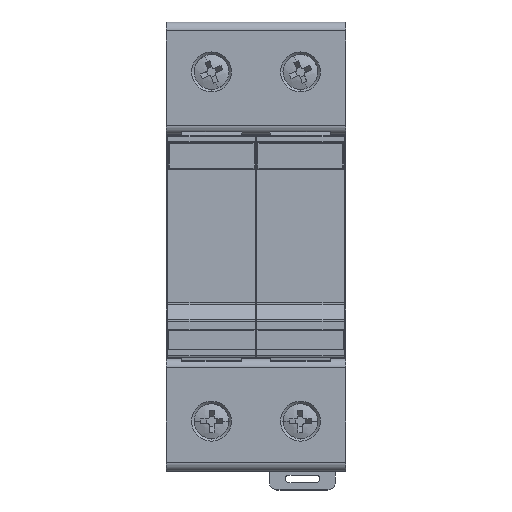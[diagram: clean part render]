
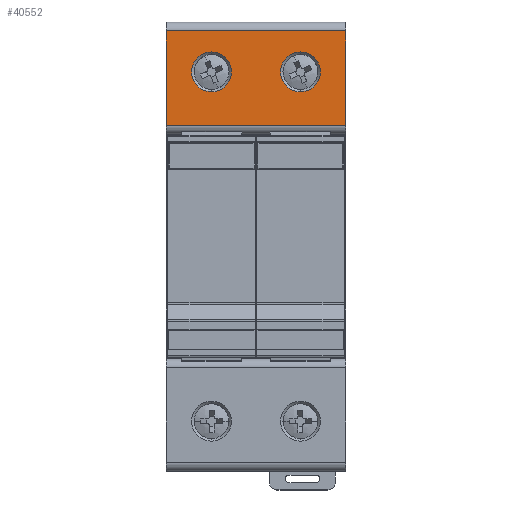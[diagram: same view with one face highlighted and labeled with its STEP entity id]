
A CAD part, top view. The second image highlights one B-rep face of the part: STEP entity #40552.
In plain terms, the highlighted planar face has unit normal (0, 0, 1).
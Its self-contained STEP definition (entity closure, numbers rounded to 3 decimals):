
#732 = LINE ( 'NONE', #9894, #33488 ) ;
#1008 = CARTESIAN_POINT ( 'NONE',  ( -8.9, 39., 50.6 ) ) ;
#1503 = VECTOR ( 'NONE', #33396, 1000. ) ;
#2442 = FACE_OUTER_BOUND ( 'NONE', #40382, .T. ) ;
#3408 = CARTESIAN_POINT ( 'NONE',  ( 18., 24.3, 50.6 ) ) ;
#3527 = DIRECTION ( 'NONE',  ( 0., 0., -1. ) ) ;
#4182 = ORIENTED_EDGE ( 'NONE', *, *, #15688, .T. ) ;
#4489 = EDGE_CURVE ( 'NONE', #26275, #8612, #20325, .T. ) ;
#4768 = EDGE_CURVE ( 'NONE', #29391, #18296, #732, .T. ) ;
#4811 = ORIENTED_EDGE ( 'NONE', *, *, #36494, .T. ) ;
#5057 = ORIENTED_EDGE ( 'NONE', *, *, #29948, .T. ) ;
#6131 = DIRECTION ( 'NONE',  ( 0., 0., -1. ) ) ;
#6885 = CIRCLE ( 'NONE', #27683, 4. ) ;
#6905 = CARTESIAN_POINT ( 'NONE',  ( 18., 24.3, 50.6 ) ) ;
#7096 = DIRECTION ( 'NONE',  ( -1., 0., 0. ) ) ;
#7117 = VERTEX_POINT ( 'NONE', #39135 ) ;
#7490 = CARTESIAN_POINT ( 'NONE',  ( 18., 24.3, 50.6 ) ) ;
#8612 = VERTEX_POINT ( 'NONE', #39205 ) ;
#8784 = AXIS2_PLACEMENT_3D ( 'NONE', #6905, #9395, #36671 ) ;
#9022 = CARTESIAN_POINT ( 'NONE',  ( 8.9, 35., 50.6 ) ) ;
#9395 = DIRECTION ( 'NONE',  ( 0., 0., -1. ) ) ;
#9415 = EDGE_CURVE ( 'NONE', #8612, #29391, #36423, .T. ) ;
#9422 = CARTESIAN_POINT ( 'NONE',  ( -8.9, 35., 50.6 ) ) ;
#9826 = CARTESIAN_POINT ( 'NONE',  ( 8.9, 31., 50.6 ) ) ;
#9894 = CARTESIAN_POINT ( 'NONE',  ( 18., 43.2, 50.6 ) ) ;
#10604 = ORIENTED_EDGE ( 'NONE', *, *, #13871, .F. ) ;
#10899 = VERTEX_POINT ( 'NONE', #1008 ) ;
#11144 = CARTESIAN_POINT ( 'NONE',  ( -8.9, 35., 50.6 ) ) ;
#12675 = DIRECTION ( 'NONE',  ( 0., 1., 0. ) ) ;
#13104 = DIRECTION ( 'NONE',  ( 0., 1., 0. ) ) ;
#13250 = ORIENTED_EDGE ( 'NONE', *, *, #15282, .T. ) ;
#13871 = EDGE_CURVE ( 'NONE', #18296, #26275, #27444, .T. ) ;
#14011 = VECTOR ( 'NONE', #7096, 1000. ) ;
#14490 = VECTOR ( 'NONE', #37250, 1000. ) ;
#15282 = EDGE_CURVE ( 'NONE', #23632, #41560, #17297, .T. ) ;
#15688 = EDGE_CURVE ( 'NONE', #41560, #23632, #18734, .T. ) ;
#15921 = CARTESIAN_POINT ( 'NONE',  ( 8.9, 35., 50.6 ) ) ;
#16253 = ORIENTED_EDGE ( 'NONE', *, *, #4768, .F. ) ;
#16293 = ORIENTED_EDGE ( 'NONE', *, *, #9415, .F. ) ;
#17006 = DIRECTION ( 'NONE',  ( 1., 0., 0. ) ) ;
#17170 = CIRCLE ( 'NONE', #42889, 4. ) ;
#17297 = CIRCLE ( 'NONE', #25605, 4. ) ;
#18296 = VERTEX_POINT ( 'NONE', #19664 ) ;
#18734 = CIRCLE ( 'NONE', #20840, 4. ) ;
#18918 = FACE_BOUND ( 'NONE', #42606, .T. ) ;
#19664 = CARTESIAN_POINT ( 'NONE',  ( 18., 43.2, 50.6 ) ) ;
#20325 = LINE ( 'NONE', #3408, #14011 ) ;
#20840 = AXIS2_PLACEMENT_3D ( 'NONE', #15921, #6131, #13104 ) ;
#23632 = VERTEX_POINT ( 'NONE', #9826 ) ;
#25605 = AXIS2_PLACEMENT_3D ( 'NONE', #9022, #35515, #32261 ) ;
#25999 = ORIENTED_EDGE ( 'NONE', *, *, #4489, .F. ) ;
#26275 = VERTEX_POINT ( 'NONE', #35330 ) ;
#27206 = DIRECTION ( 'NONE',  ( 0., 1., 0. ) ) ;
#27444 = LINE ( 'NONE', #7490, #14490 ) ;
#27683 = AXIS2_PLACEMENT_3D ( 'NONE', #11144, #30920, #27206 ) ;
#29391 = VERTEX_POINT ( 'NONE', #41059 ) ;
#29948 = EDGE_CURVE ( 'NONE', #10899, #7117, #17170, .T. ) ;
#30920 = DIRECTION ( 'NONE',  ( 0., 0., -1. ) ) ;
#32201 = FACE_BOUND ( 'NONE', #34033, .T. ) ;
#32261 = DIRECTION ( 'NONE',  ( 0., 1., 0. ) ) ;
#33396 = DIRECTION ( 'NONE',  ( 0., 1., 0. ) ) ;
#33488 = VECTOR ( 'NONE', #17006, 1000. ) ;
#34033 = EDGE_LOOP ( 'NONE', ( #4811, #5057 ) ) ;
#35330 = CARTESIAN_POINT ( 'NONE',  ( 18., 24.3, 50.6 ) ) ;
#35515 = DIRECTION ( 'NONE',  ( 0., 0., -1. ) ) ;
#35911 = CARTESIAN_POINT ( 'NONE',  ( 8.9, 39., 50.6 ) ) ;
#36423 = LINE ( 'NONE', #39718, #1503 ) ;
#36494 = EDGE_CURVE ( 'NONE', #7117, #10899, #6885, .T. ) ;
#36671 = DIRECTION ( 'NONE',  ( 0., 1., 0. ) ) ;
#37250 = DIRECTION ( 'NONE',  ( 0., -1., 0. ) ) ;
#39135 = CARTESIAN_POINT ( 'NONE',  ( -8.9, 31., 50.6 ) ) ;
#39184 = PLANE ( 'NONE',  #8784 ) ;
#39205 = CARTESIAN_POINT ( 'NONE',  ( -18., 24.3, 50.6 ) ) ;
#39718 = CARTESIAN_POINT ( 'NONE',  ( -18., -43.2, 50.6 ) ) ;
#40382 = EDGE_LOOP ( 'NONE', ( #25999, #10604, #16253, #16293 ) ) ;
#40552 = ADVANCED_FACE ( 'NONE', ( #18918, #32201, #2442 ), #39184, .F. ) ;
#41059 = CARTESIAN_POINT ( 'NONE',  ( -18., 43.2, 50.6 ) ) ;
#41560 = VERTEX_POINT ( 'NONE', #35911 ) ;
#42606 = EDGE_LOOP ( 'NONE', ( #13250, #4182 ) ) ;
#42889 = AXIS2_PLACEMENT_3D ( 'NONE', #9422, #3527, #12675 ) ;
